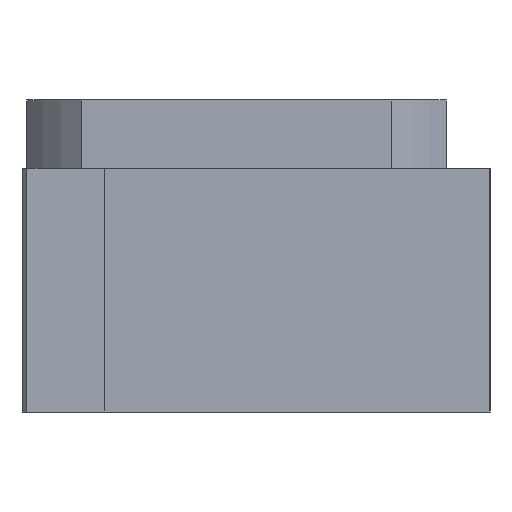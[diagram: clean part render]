
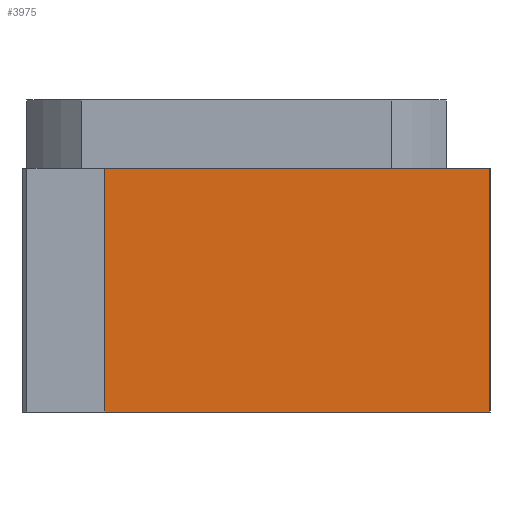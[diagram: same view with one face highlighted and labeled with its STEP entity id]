
A CAD part, left-side view. The second image highlights one B-rep face of the part: STEP entity #3975.
In plain terms, the highlighted planar face has unit normal (-1, 0, 0).
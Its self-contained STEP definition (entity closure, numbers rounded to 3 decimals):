
#51 = CARTESIAN_POINT ( 'NONE',  ( -70., 27., -50. ) ) ;
#101 = AXIS2_PLACEMENT_3D ( 'NONE', #1885, #1431, #955 ) ;
#215 = FACE_OUTER_BOUND ( 'NONE', #3688, .T. ) ;
#285 = ORIENTED_EDGE ( 'NONE', *, *, #2351, .F. ) ;
#328 = CARTESIAN_POINT ( 'NONE',  ( -70., -52., 0. ) ) ;
#434 = VECTOR ( 'NONE', #4143, 1000. ) ;
#527 = LINE ( 'NONE', #51, #434 ) ;
#786 = EDGE_CURVE ( 'NONE', #1103, #1601, #527, .T. ) ;
#948 = EDGE_CURVE ( 'NONE', #1910, #2495, #2880, .T. ) ;
#955 = DIRECTION ( 'NONE',  ( 0., 0., 1. ) ) ;
#1103 = VERTEX_POINT ( 'NONE', #2684 ) ;
#1199 = VECTOR ( 'NONE', #1926, 1000. ) ;
#1329 = CARTESIAN_POINT ( 'NONE',  ( -70., 27., 0. ) ) ;
#1431 = DIRECTION ( 'NONE',  ( -1., 0., 0. ) ) ;
#1601 = VERTEX_POINT ( 'NONE', #3341 ) ;
#1836 = EDGE_CURVE ( 'NONE', #1601, #2495, #3872, .T. ) ;
#1885 = CARTESIAN_POINT ( 'NONE',  ( -70., 27., -50. ) ) ;
#1910 = VERTEX_POINT ( 'NONE', #1329 ) ;
#1926 = DIRECTION ( 'NONE',  ( 0., 0., 1. ) ) ;
#1951 = DIRECTION ( 'NONE',  ( 0., -1., 0. ) ) ;
#2270 = ORIENTED_EDGE ( 'NONE', *, *, #1836, .T. ) ;
#2351 = EDGE_CURVE ( 'NONE', #1103, #1910, #2856, .T. ) ;
#2355 = PLANE ( 'NONE',  #101 ) ;
#2398 = CARTESIAN_POINT ( 'NONE',  ( -70., 27., -50. ) ) ;
#2422 = CARTESIAN_POINT ( 'NONE',  ( -70., 27., 0. ) ) ;
#2495 = VERTEX_POINT ( 'NONE', #328 ) ;
#2684 = CARTESIAN_POINT ( 'NONE',  ( -70., 27., -50. ) ) ;
#2846 = ORIENTED_EDGE ( 'NONE', *, *, #786, .T. ) ;
#2856 = LINE ( 'NONE', #2398, #1199 ) ;
#2880 = LINE ( 'NONE', #2422, #4055 ) ;
#2932 = DIRECTION ( 'NONE',  ( 0., 0., 1. ) ) ;
#3341 = CARTESIAN_POINT ( 'NONE',  ( -70., -52., -50. ) ) ;
#3395 = CARTESIAN_POINT ( 'NONE',  ( -70., -52., -50. ) ) ;
#3606 = VECTOR ( 'NONE', #2932, 1000. ) ;
#3688 = EDGE_LOOP ( 'NONE', ( #3915, #285, #2846, #2270 ) ) ;
#3872 = LINE ( 'NONE', #3395, #3606 ) ;
#3915 = ORIENTED_EDGE ( 'NONE', *, *, #948, .F. ) ;
#3975 = ADVANCED_FACE ( 'NONE', ( #215 ), #2355, .T. ) ;
#4055 = VECTOR ( 'NONE', #1951, 1000. ) ;
#4143 = DIRECTION ( 'NONE',  ( 0., -1., 0. ) ) ;
